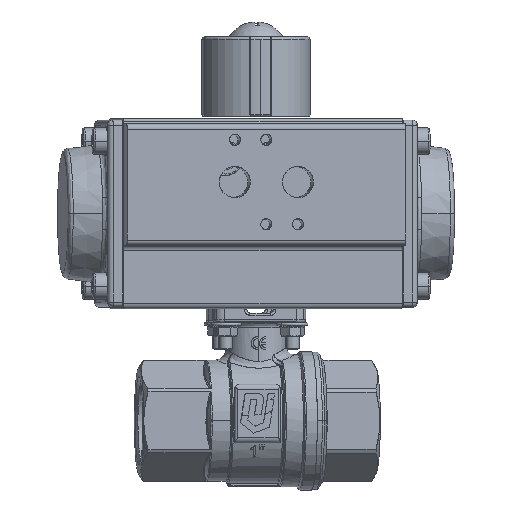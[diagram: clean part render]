
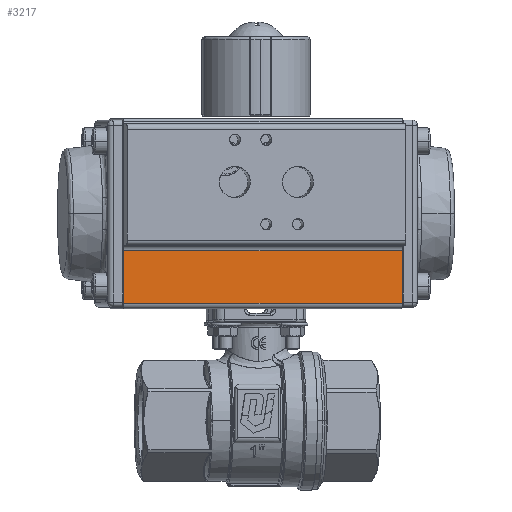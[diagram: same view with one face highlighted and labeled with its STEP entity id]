
A CAD part, front view. The second image highlights one B-rep face of the part: STEP entity #3217.
In plain terms, the highlighted planar face has unit normal (-0.088, 0.996, 0).
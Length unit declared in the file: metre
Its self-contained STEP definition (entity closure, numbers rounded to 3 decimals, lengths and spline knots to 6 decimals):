
#3217 = ADVANCED_FACE ( 'NONE', ( #7700 ), #14403, .T. ) ;
#7700 = FACE_OUTER_BOUND ( 'NONE', #55667, .T. ) ;
#10679 = EDGE_CURVE ( 'NONE', #78060, #68115, #22070, .T. ) ;
#11528 = CARTESIAN_POINT ( 'NONE',  ( -0.063355, -0.073957, 0.144614 ) ) ;
#11586 = VECTOR ( 'NONE', #21484, 1. ) ;
#13606 = CARTESIAN_POINT ( 'NONE',  ( -0.063355, -0.073957, 0.144614 ) ) ;
#14216 = ORIENTED_EDGE ( 'NONE', *, *, #24259, .T. ) ;
#14403 = PLANE ( 'NONE',  #14874 ) ;
#14874 = AXIS2_PLACEMENT_3D ( 'NONE', #63415, #62523, #76483 ) ;
#15812 = CARTESIAN_POINT ( 'NONE',  ( 0.042229, -0.064572, 0.124614 ) ) ;
#18134 = CARTESIAN_POINT ( 'NONE',  ( 0.042229, -0.064572, 0.144614 ) ) ;
#20895 = EDGE_CURVE ( 'NONE', #54379, #78060, #31687, .T. ) ;
#21366 = VERTEX_POINT ( 'NONE', #29695 ) ;
#21484 = DIRECTION ( 'NONE',  ( -0.996, -0.089, 0. ) ) ;
#22070 = LINE ( 'NONE', #15812, #73610 ) ;
#24259 = EDGE_CURVE ( 'NONE', #21366, #54379, #65951, .T. ) ;
#27680 = VECTOR ( 'NONE', #78995, 1. ) ;
#29419 = ORIENTED_EDGE ( 'NONE', *, *, #31003, .T. ) ;
#29695 = CARTESIAN_POINT ( 'NONE',  ( -0.063355, -0.073957, 0.124614 ) ) ;
#31003 = EDGE_CURVE ( 'NONE', #68115, #21366, #54424, .T. ) ;
#31687 = LINE ( 'NONE', #11528, #84876 ) ;
#32725 = CARTESIAN_POINT ( 'NONE',  ( 0.042229, -0.064572, 0.124614 ) ) ;
#36461 = DIRECTION ( 'NONE',  ( 0., 0., -1. ) ) ;
#36780 = CARTESIAN_POINT ( 'NONE',  ( -0.063355, -0.073957, 0.124614 ) ) ;
#54379 = VERTEX_POINT ( 'NONE', #13606 ) ;
#54424 = LINE ( 'NONE', #36780, #11586 ) ;
#55667 = EDGE_LOOP ( 'NONE', ( #74502, #88737, #29419, #14216 ) ) ;
#62523 = DIRECTION ( 'NONE',  ( -0.089, 0.996, 0. ) ) ;
#63415 = CARTESIAN_POINT ( 'NONE',  ( -0.063355, -0.073957, 0.124614 ) ) ;
#65951 = LINE ( 'NONE', #87041, #27680 ) ;
#68115 = VERTEX_POINT ( 'NONE', #32725 ) ;
#73610 = VECTOR ( 'NONE', #36461, 1. ) ;
#74502 = ORIENTED_EDGE ( 'NONE', *, *, #20895, .T. ) ;
#76483 = DIRECTION ( 'NONE',  ( 0., 0., 1. ) ) ;
#78060 = VERTEX_POINT ( 'NONE', #18134 ) ;
#78995 = DIRECTION ( 'NONE',  ( 0., 0., 1. ) ) ;
#81633 = DIRECTION ( 'NONE',  ( 0.996, 0.089, 0. ) ) ;
#84876 = VECTOR ( 'NONE', #81633, 1. ) ;
#87041 = CARTESIAN_POINT ( 'NONE',  ( -0.063355, -0.073957, 0.124614 ) ) ;
#88737 = ORIENTED_EDGE ( 'NONE', *, *, #10679, .T. ) ;
